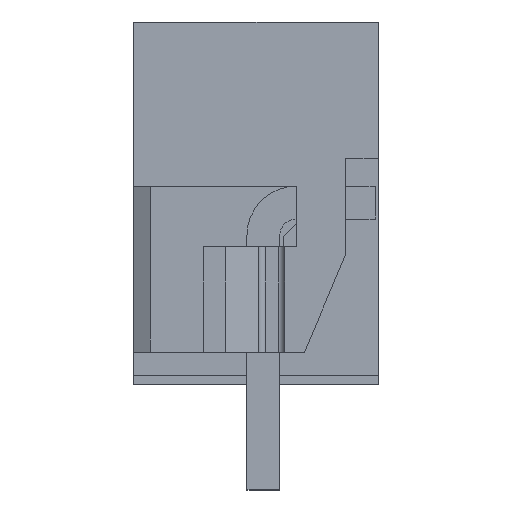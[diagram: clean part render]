
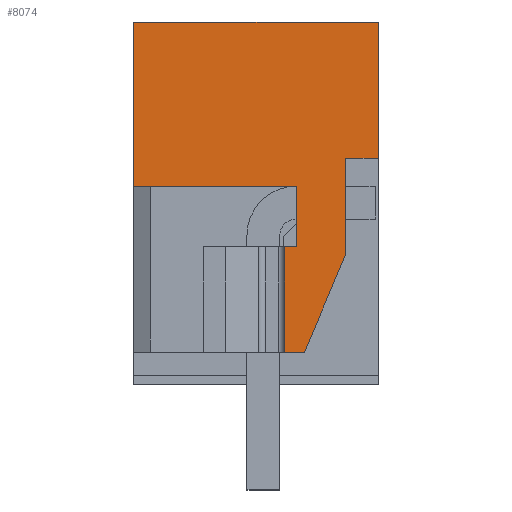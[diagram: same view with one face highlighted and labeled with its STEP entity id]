
A CAD part, left-side view. The second image highlights one B-rep face of the part: STEP entity #8074.
In plain terms, the highlighted planar face has unit normal (-1, 0, 0).
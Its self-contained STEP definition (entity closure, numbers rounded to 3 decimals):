
#8007=AXIS2_PLACEMENT_3D('Plane Axis2P3D',#8004,#8005,#8006) ;
#296=CARTESIAN_POINT('Vertex',(0.,7.45,9.25)) ;
#299=CARTESIAN_POINT('Line Origine',(0.,7.45,11.75)) ;
#303=CARTESIAN_POINT('Vertex',(0.,7.45,14.25)) ;
#7851=CARTESIAN_POINT('Vertex',(0.,2.25,4.2)) ;
#7854=CARTESIAN_POINT('Line Origine',(0.,2.55,4.2)) ;
#7858=CARTESIAN_POINT('Vertex',(0.,2.85,4.2)) ;
#7959=CARTESIAN_POINT('Line Origine',(0.,4.975,9.25)) ;
#7963=CARTESIAN_POINT('Vertex',(0.,2.5,9.25)) ;
#8004=CARTESIAN_POINT('Axis2P3D Location',(0.,7.45,1.8)) ;
#8009=CARTESIAN_POINT('Line Origine',(0.,2.85,5.8)) ;
#8013=CARTESIAN_POINT('Vertex',(0.,2.85,7.4)) ;
#8016=CARTESIAN_POINT('Line Origine',(0.,1.623,5.679)) ;
#8020=CARTESIAN_POINT('Vertex',(0.,0.997,7.158)) ;
#8023=CARTESIAN_POINT('Line Origine',(0.,0.997,8.629)) ;
#8027=CARTESIAN_POINT('Vertex',(0.,0.997,10.1)) ;
#8030=CARTESIAN_POINT('Line Origine',(0.,0.498,10.1)) ;
#8034=CARTESIAN_POINT('Vertex',(0.,0.,10.1)) ;
#8037=CARTESIAN_POINT('Line Origine',(0.,0.,12.175)) ;
#8041=CARTESIAN_POINT('Vertex',(0.,0.,14.25)) ;
#8044=CARTESIAN_POINT('Line Origine',(0.,3.725,14.25)) ;
#8049=CARTESIAN_POINT('Line Origine',(0.,2.5,8.325)) ;
#8053=CARTESIAN_POINT('Vertex',(0.,2.5,7.4)) ;
#8056=CARTESIAN_POINT('Line Origine',(0.,2.675,7.4)) ;
#300=DIRECTION('Vector Direction',(0.,0.,-1.)) ;
#7855=DIRECTION('Vector Direction',(0.,-1.,0.)) ;
#7960=DIRECTION('Vector Direction',(0.,1.,0.)) ;
#8005=DIRECTION('Axis2P3D Direction',(1.,0.,-0.)) ;
#8006=DIRECTION('Axis2P3D XDirection',(0.,0.,1.)) ;
#8010=DIRECTION('Vector Direction',(0.,0.,1.)) ;
#8017=DIRECTION('Vector Direction',(0.,0.39,-0.921)) ;
#8024=DIRECTION('Vector Direction',(0.,0.,1.)) ;
#8031=DIRECTION('Vector Direction',(0.,-1.,0.)) ;
#8038=DIRECTION('Vector Direction',(0.,0.,1.)) ;
#8045=DIRECTION('Vector Direction',(0.,1.,0.)) ;
#8050=DIRECTION('Vector Direction',(0.,0.,-1.)) ;
#8057=DIRECTION('Vector Direction',(0.,1.,0.)) ;
#301=VECTOR('Line Direction',#300,1.) ;
#7856=VECTOR('Line Direction',#7855,1.) ;
#7961=VECTOR('Line Direction',#7960,1.) ;
#8011=VECTOR('Line Direction',#8010,1.) ;
#8018=VECTOR('Line Direction',#8017,1.) ;
#8025=VECTOR('Line Direction',#8024,1.) ;
#8032=VECTOR('Line Direction',#8031,1.) ;
#8039=VECTOR('Line Direction',#8038,1.) ;
#8046=VECTOR('Line Direction',#8045,1.) ;
#8051=VECTOR('Line Direction',#8050,1.) ;
#8058=VECTOR('Line Direction',#8057,1.) ;
#8062=ORIENTED_EDGE('',*,*,#8015,.F.) ;
#8063=ORIENTED_EDGE('',*,*,#7860,.F.) ;
#8064=ORIENTED_EDGE('',*,*,#8022,.F.) ;
#8065=ORIENTED_EDGE('',*,*,#8029,.F.) ;
#8066=ORIENTED_EDGE('',*,*,#8036,.F.) ;
#8067=ORIENTED_EDGE('',*,*,#8043,.F.) ;
#8068=ORIENTED_EDGE('',*,*,#8048,.F.) ;
#8069=ORIENTED_EDGE('',*,*,#305,.F.) ;
#8070=ORIENTED_EDGE('',*,*,#7965,.F.) ;
#8071=ORIENTED_EDGE('',*,*,#8055,.F.) ;
#8072=ORIENTED_EDGE('',*,*,#8060,.F.) ;
#8074=ADVANCED_FACE('HOUSING',(#8073),#8008,.F.) ;
#305=EDGE_CURVE('',#297,#304,#302,.F.) ;
#7860=EDGE_CURVE('',#7852,#7859,#7857,.F.) ;
#7965=EDGE_CURVE('',#7964,#297,#7962,.T.) ;
#8015=EDGE_CURVE('',#7859,#8014,#8012,.T.) ;
#8022=EDGE_CURVE('',#8021,#7852,#8019,.T.) ;
#8029=EDGE_CURVE('',#8028,#8021,#8026,.F.) ;
#8036=EDGE_CURVE('',#8035,#8028,#8033,.F.) ;
#8043=EDGE_CURVE('',#8042,#8035,#8040,.F.) ;
#8048=EDGE_CURVE('',#304,#8042,#8047,.F.) ;
#8055=EDGE_CURVE('',#8054,#7964,#8052,.F.) ;
#8060=EDGE_CURVE('',#8014,#8054,#8059,.F.) ;
#8061=EDGE_LOOP('',(#8062,#8063,#8064,#8065,#8066,#8067,#8068,#8069,#8070,#8071,#8072)) ;
#8073=FACE_OUTER_BOUND('',#8061,.T.) ;
#302=LINE('Line',#299,#301) ;
#7857=LINE('Line',#7854,#7856) ;
#7962=LINE('Line',#7959,#7961) ;
#8012=LINE('Line',#8009,#8011) ;
#8019=LINE('Line',#8016,#8018) ;
#8026=LINE('Line',#8023,#8025) ;
#8033=LINE('Line',#8030,#8032) ;
#8040=LINE('Line',#8037,#8039) ;
#8047=LINE('Line',#8044,#8046) ;
#8052=LINE('Line',#8049,#8051) ;
#8059=LINE('Line',#8056,#8058) ;
#8008=PLANE('',#8007) ;
#297=VERTEX_POINT('',#296) ;
#304=VERTEX_POINT('',#303) ;
#7852=VERTEX_POINT('',#7851) ;
#7859=VERTEX_POINT('',#7858) ;
#7964=VERTEX_POINT('',#7963) ;
#8014=VERTEX_POINT('',#8013) ;
#8021=VERTEX_POINT('',#8020) ;
#8028=VERTEX_POINT('',#8027) ;
#8035=VERTEX_POINT('',#8034) ;
#8042=VERTEX_POINT('',#8041) ;
#8054=VERTEX_POINT('',#8053) ;
